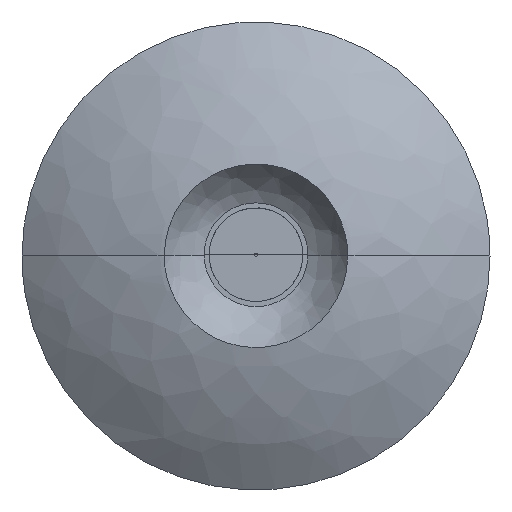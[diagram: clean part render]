
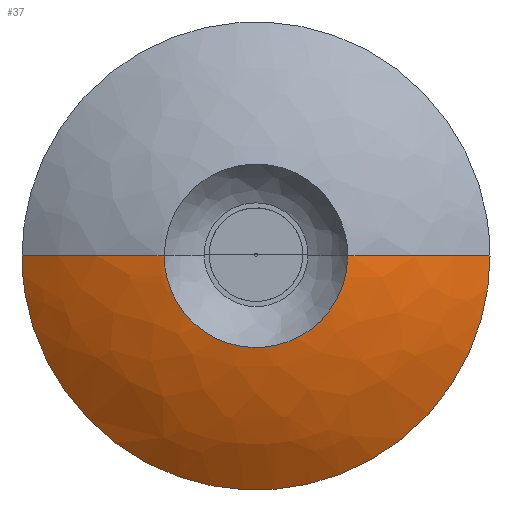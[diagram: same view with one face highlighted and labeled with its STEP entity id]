
A CAD part, top view. The second image highlights one B-rep face of the part: STEP entity #37.
In plain terms, the highlighted free-form (B-spline) face has degree [2, 2] with [5, 3] control points.
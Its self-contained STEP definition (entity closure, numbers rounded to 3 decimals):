
#37=ADVANCED_FACE('',(#55),#290,.T.);
#55=FACE_OUTER_BOUND('',#73,.T.);
#73=EDGE_LOOP('',(#124,#125,#126,#127));
#124=ORIENTED_EDGE('',*,*,#180,.T.);
#125=ORIENTED_EDGE('',*,*,#177,.T.);
#126=ORIENTED_EDGE('',*,*,#178,.T.);
#127=ORIENTED_EDGE('',*,*,#179,.F.);
#177=EDGE_CURVE('',#262,#263,#225,.T.);
#178=EDGE_CURVE('',#263,#265,#226,.T.);
#179=EDGE_CURVE('',#264,#265,#227,.T.);
#180=EDGE_CURVE('',#264,#262,#228,.T.);
#225=(
BOUNDED_CURVE()
B_SPLINE_CURVE(2,(#644,#645,#646),.UNSPECIFIED.,.F.,.F.)
B_SPLINE_CURVE_WITH_KNOTS((3,3),(0.,282.428),.UNSPECIFIED.)
CURVE()
GEOMETRIC_REPRESENTATION_ITEM()
RATIONAL_B_SPLINE_CURVE((1.,0.96,1.))
REPRESENTATION_ITEM('')
);
#226=(
BOUNDED_CURVE()
B_SPLINE_CURVE(2,(#647,#648,#649,#650,#651),.UNSPECIFIED.,.F.,.F.)
B_SPLINE_CURVE_WITH_KNOTS((3,2,3),(-1887.617,-1415.713,
-943.809),.UNSPECIFIED.)
CURVE()
GEOMETRIC_REPRESENTATION_ITEM()
RATIONAL_B_SPLINE_CURVE((1.,0.707,1.,0.707,1.))
REPRESENTATION_ITEM('')
);
#227=(
BOUNDED_CURVE()
B_SPLINE_CURVE(2,(#652,#653,#654),.UNSPECIFIED.,.F.,.F.)
B_SPLINE_CURVE_WITH_KNOTS((3,3),(0.,282.428),.UNSPECIFIED.)
CURVE()
GEOMETRIC_REPRESENTATION_ITEM()
RATIONAL_B_SPLINE_CURVE((1.,0.96,1.))
REPRESENTATION_ITEM('')
);
#228=(
BOUNDED_CURVE()
B_SPLINE_CURVE(2,(#655,#656,#657,#658,#659),.UNSPECIFIED.,.F.,.F.)
B_SPLINE_CURVE_WITH_KNOTS((3,2,3),(943.809,1415.713,1887.617),
 .UNSPECIFIED.)
CURVE()
GEOMETRIC_REPRESENTATION_ITEM()
RATIONAL_B_SPLINE_CURVE((1.,0.707,1.,0.707,1.))
REPRESENTATION_ITEM('')
);
#262=VERTEX_POINT('',#635);
#263=VERTEX_POINT('',#636);
#264=VERTEX_POINT('',#637);
#265=VERTEX_POINT('',#638);
#290=(
BOUNDED_SURFACE()
B_SPLINE_SURFACE(2,2,((#620,#621,#622),(#623,#624,#625),(#626,#627,#628),
(#629,#630,#631),(#632,#633,#634)),.UNSPECIFIED.,.F.,.F.,.F.)
B_SPLINE_SURFACE_WITH_KNOTS((3,2,3),(3,3),(943.809,1415.713,
1887.617),(0.,282.428),.UNSPECIFIED.)
GEOMETRIC_REPRESENTATION_ITEM()
RATIONAL_B_SPLINE_SURFACE(((1.,0.96,1.),(0.707,
0.679,0.707),(1.,0.96,1.),(0.707,
0.679,0.707),(1.,0.96,1.)))
REPRESENTATION_ITEM('')
SURFACE()
);
#620=CARTESIAN_POINT('',(-40.07,0.,175.346));
#621=CARTESIAN_POINT('',(-184.688,0.,163.483));
#622=CARTESIAN_POINT('',(-300.424,0.,75.961));
#623=CARTESIAN_POINT('',(-40.07,-40.07,175.346));
#624=CARTESIAN_POINT('',(-184.688,-184.688,163.483));
#625=CARTESIAN_POINT('',(-300.424,-300.424,75.961));
#626=CARTESIAN_POINT('',(0.,-40.07,175.346));
#627=CARTESIAN_POINT('',(0.,-184.688,163.483));
#628=CARTESIAN_POINT('',(0.,-300.424,75.961));
#629=CARTESIAN_POINT('',(40.07,-40.07,175.346));
#630=CARTESIAN_POINT('',(184.688,-184.688,163.483));
#631=CARTESIAN_POINT('',(300.424,-300.424,75.961));
#632=CARTESIAN_POINT('',(40.07,0.,175.346));
#633=CARTESIAN_POINT('',(184.688,0.,163.483));
#634=CARTESIAN_POINT('',(300.424,0.,75.961));
#635=CARTESIAN_POINT('',(40.07,0.,175.346));
#636=CARTESIAN_POINT('',(300.424,0.,75.961));
#637=CARTESIAN_POINT('',(-40.07,0.,175.346));
#638=CARTESIAN_POINT('',(-300.424,0.,75.961));
#644=CARTESIAN_POINT('',(40.07,0.,175.346));
#645=CARTESIAN_POINT('',(184.688,0.,163.483));
#646=CARTESIAN_POINT('',(300.424,0.,75.961));
#647=CARTESIAN_POINT('',(300.424,0.,75.961));
#648=CARTESIAN_POINT('',(300.424,-300.424,75.961));
#649=CARTESIAN_POINT('',(0.,-300.424,75.961));
#650=CARTESIAN_POINT('',(-300.424,-300.424,75.961));
#651=CARTESIAN_POINT('',(-300.424,0.,75.961));
#652=CARTESIAN_POINT('',(-40.07,0.,175.346));
#653=CARTESIAN_POINT('',(-184.688,0.,163.483));
#654=CARTESIAN_POINT('',(-300.424,0.,75.961));
#655=CARTESIAN_POINT('',(-40.07,0.,175.346));
#656=CARTESIAN_POINT('',(-40.07,-40.07,175.346));
#657=CARTESIAN_POINT('',(0.,-40.07,175.346));
#658=CARTESIAN_POINT('',(40.07,-40.07,175.346));
#659=CARTESIAN_POINT('',(40.07,0.,175.346));
